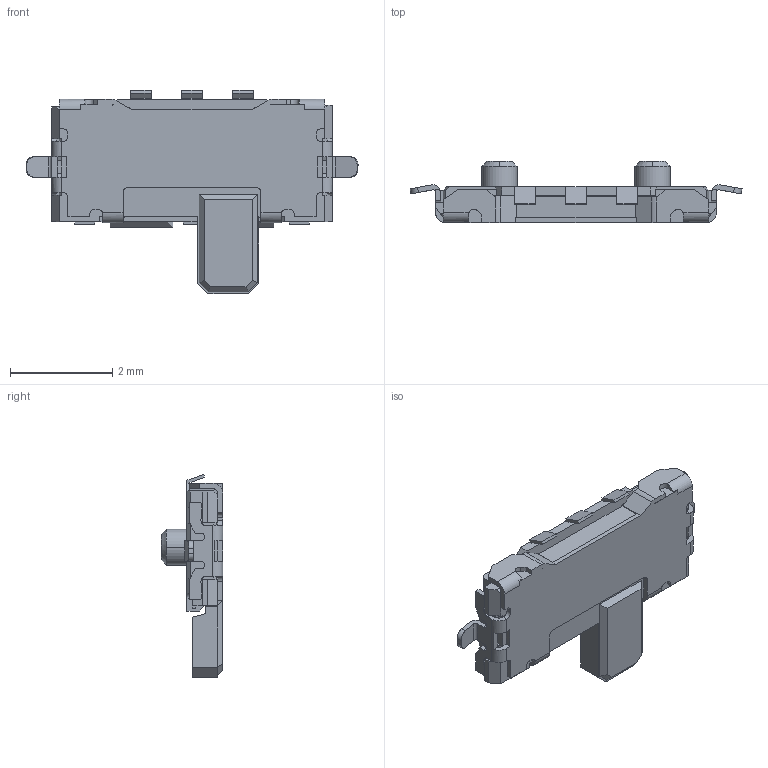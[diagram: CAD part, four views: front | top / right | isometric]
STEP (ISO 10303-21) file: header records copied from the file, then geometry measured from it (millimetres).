
FILE_DESCRIPTION (( 'STEP AP214' ), '1' );
FILE_NAME ('SSAJ110100.STEP', '2022-11-29T08:41:38', ( '' ), ( '' ), 'SwSTEP 2.0', 'SolidWorks 2022', '' );
FILE_SCHEMA (( 'AUTOMOTIVE_DESIGN' ));
Length unit declared in the file: inch
Products named in the file (1): SSAJ110100
Bounding box: 6.5 x 1.2 x 3.98 mm (x, y, z)
Volume: 9.6 mm3; surface area: 52.4 mm2
Topology: 1 solids, 5 shells, 410 faces, 1165 edges, 763 vertices
Faces by surface type: plane 322, cylinder 74, cone 12, bspline 2
Entity records: 15608 total; most frequent: CARTESIAN_POINT 2804, ORIENTED_EDGE 2330, DIRECTION 1965, EDGE_CURVE 1165, VECTOR 957, LINE 957, VERTEX_POINT 763, AXIS2_PLACEMENT_3D 504
